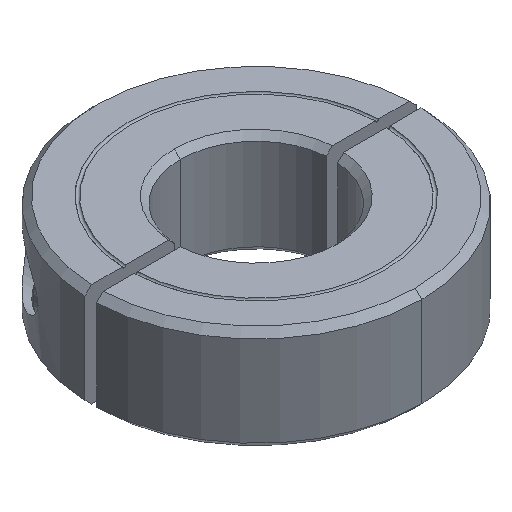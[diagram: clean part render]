
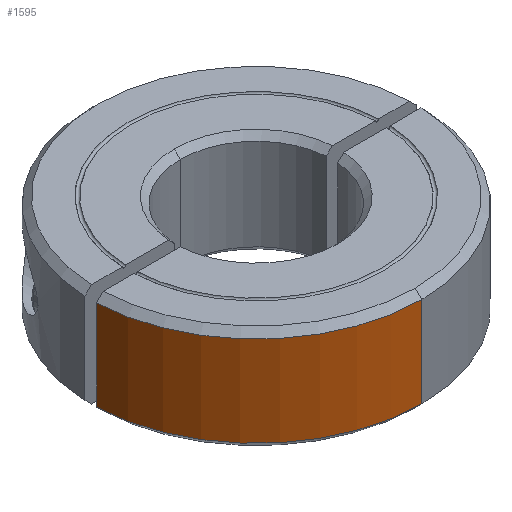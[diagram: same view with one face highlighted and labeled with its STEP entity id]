
A CAD part, isometric view. The second image highlights one B-rep face of the part: STEP entity #1595.
In plain terms, the highlighted cylindrical face has radius 24 mm (diameter 48 mm), a partial arc.
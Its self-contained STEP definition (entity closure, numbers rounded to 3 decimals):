
#611=VERTEX_POINT('',#1732);
#669=EDGE_CURVE('',#1547,#1657,#1802,.T.);
#797=EDGE_CURVE('',#611,#1657,#1943,.T.);
#1013=VERTEX_POINT('',#2179);
#1211=EDGE_CURVE('',#1547,#1013,#2399,.T.);
#1327=EDGE_CURVE('',#1013,#611,#2532,.T.);
#1547=VERTEX_POINT('',#2784);
#1595=ADVANCED_FACE('',(#2835),#2836,.T.);
#1657=VERTEX_POINT('',#2904);
#1732=CARTESIAN_POINT('',(0.,-24.0,0.96));
#1802=CIRCLE('',#3069,24.0);
#1943=LINE('',#3264,#3265);
#2179=CARTESIAN_POINT('',(-23.985,-0.84,0.96));
#2399=LINE('',#4034,#4035);
#2532=CIRCLE('',#4276,24.0);
#2784=CARTESIAN_POINT('',(-23.985,-0.84,14.04));
#2835=FACE_OUTER_BOUND('',#4864,.T.);
#2836=CYLINDRICAL_SURFACE('',#4865,24.0);
#2904=CARTESIAN_POINT('',(0.,-24.0,14.04));
#3069=AXIS2_PLACEMENT_3D('',#5132,#5133,#5134);
#3264=CARTESIAN_POINT('',(0.,-24.0,7.5));
#3265=VECTOR('',#5312,1.0);
#4034=CARTESIAN_POINT('',(-23.985,-0.84,7.5));
#4035=VECTOR('',#5809,1.0);
#4276=AXIS2_PLACEMENT_3D('',#5988,#5989,#5990);
#4864=EDGE_LOOP('',(#6344,#6345,#6346,#6347));
#4865=AXIS2_PLACEMENT_3D('',#6348,#6349,#6350);
#5132=CARTESIAN_POINT('',(0.,0.,14.04));
#5133=DIRECTION('',(0.,0.,1.0));
#5134=DIRECTION('',(0.0,-1.0,0.));
#5312=DIRECTION('',(0.,0.,1.0));
#5809=DIRECTION('',(0.,0.,-1.0));
#5988=CARTESIAN_POINT('',(0.,0.,0.96));
#5989=DIRECTION('',(0.,0.,1.0));
#5990=DIRECTION('',(0.0,-1.0,0.));
#6344=ORIENTED_EDGE('',*,*,#797,.T.);
#6345=ORIENTED_EDGE('',*,*,#669,.F.);
#6346=ORIENTED_EDGE('',*,*,#1211,.T.);
#6347=ORIENTED_EDGE('',*,*,#1327,.T.);
#6348=CARTESIAN_POINT('',(0.,0.,7.5));
#6349=DIRECTION('',(0.,0.,-1.0));
#6350=DIRECTION('',(0.0,-1.0,0.));
